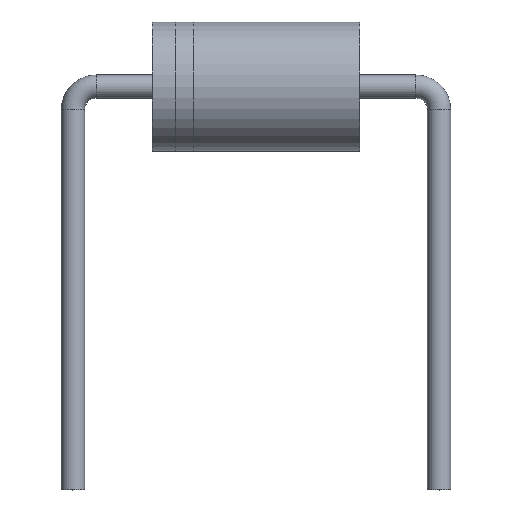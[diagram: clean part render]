
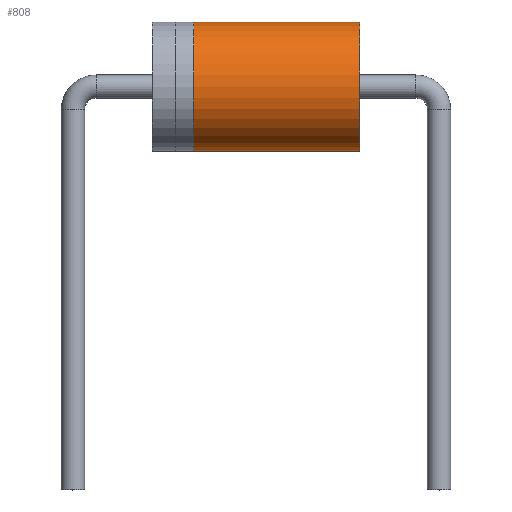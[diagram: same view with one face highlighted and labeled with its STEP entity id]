
A CAD part, top view. The second image highlights one B-rep face of the part: STEP entity #808.
In plain terms, the highlighted cylindrical face has radius 2.8 mm (diameter 5.6 mm), a partial arc.
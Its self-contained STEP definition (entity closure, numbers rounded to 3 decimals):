
#14 = VERTEX_POINT ( 'NONE', #625 ) ;
#18 = ORIENTED_EDGE ( 'NONE', *, *, #37, .T. ) ;
#25 = CARTESIAN_POINT ( 'NONE',  ( -29.9, 0., 0. ) ) ;
#35 = CARTESIAN_POINT ( 'NONE',  ( -2.7, 2.8, 0. ) ) ;
#37 = EDGE_CURVE ( 'NONE', #192, #199, #292, .T. ) ;
#40 = EDGE_CURVE ( 'NONE', #564, #14, #472, .T. ) ;
#45 = AXIS2_PLACEMENT_3D ( 'NONE', #420, #485, #692 ) ;
#50 = ORIENTED_EDGE ( 'NONE', *, *, #40, .F. ) ;
#92 = DIRECTION ( 'NONE',  ( 0., -1., 0. ) ) ;
#114 = CYLINDRICAL_SURFACE ( 'NONE', #346, 2.8 ) ;
#152 = CIRCLE ( 'NONE', #45, 2.8 ) ;
#166 = EDGE_CURVE ( 'NONE', #14, #199, #628, .T. ) ;
#167 = AXIS2_PLACEMENT_3D ( 'NONE', #35, #239, #92 ) ;
#183 = FACE_OUTER_BOUND ( 'NONE', #840, .T. ) ;
#192 = VERTEX_POINT ( 'NONE', #441 ) ;
#199 = VERTEX_POINT ( 'NONE', #861 ) ;
#203 = DIRECTION ( 'NONE',  ( -1., 0., 0. ) ) ;
#232 = DIRECTION ( 'NONE',  ( 0., -1., 0. ) ) ;
#239 = DIRECTION ( 'NONE',  ( -1., 0., 0. ) ) ;
#292 = LINE ( 'NONE', #818, #354 ) ;
#346 = AXIS2_PLACEMENT_3D ( 'NONE', #494, #388, #232 ) ;
#354 = VECTOR ( 'NONE', #203, 1000. ) ;
#368 = VECTOR ( 'NONE', #435, 1000. ) ;
#388 = DIRECTION ( 'NONE',  ( -1., 0., 0. ) ) ;
#420 = CARTESIAN_POINT ( 'NONE',  ( 4.5, 2.8, 0. ) ) ;
#435 = DIRECTION ( 'NONE',  ( -1., 0., 0. ) ) ;
#441 = CARTESIAN_POINT ( 'NONE',  ( 4.5, 5.6, 0. ) ) ;
#472 = LINE ( 'NONE', #25, #368 ) ;
#485 = DIRECTION ( 'NONE',  ( -1., 0., 0. ) ) ;
#494 = CARTESIAN_POINT ( 'NONE',  ( -29.9, 2.8, 0. ) ) ;
#564 = VERTEX_POINT ( 'NONE', #655 ) ;
#625 = CARTESIAN_POINT ( 'NONE',  ( -2.7, 0., 0. ) ) ;
#628 = CIRCLE ( 'NONE', #167, 2.8 ) ;
#655 = CARTESIAN_POINT ( 'NONE',  ( 4.5, 0., 0. ) ) ;
#657 = ORIENTED_EDGE ( 'NONE', *, *, #166, .F. ) ;
#692 = DIRECTION ( 'NONE',  ( 0., -1., 0. ) ) ;
#695 = EDGE_CURVE ( 'NONE', #564, #192, #152, .T. ) ;
#720 = ORIENTED_EDGE ( 'NONE', *, *, #695, .T. ) ;
#808 = ADVANCED_FACE ( 'NONE', ( #183 ), #114, .T. ) ;
#818 = CARTESIAN_POINT ( 'NONE',  ( -29.9, 5.6, 0. ) ) ;
#840 = EDGE_LOOP ( 'NONE', ( #720, #18, #657, #50 ) ) ;
#861 = CARTESIAN_POINT ( 'NONE',  ( -2.7, 5.6, 0. ) ) ;
